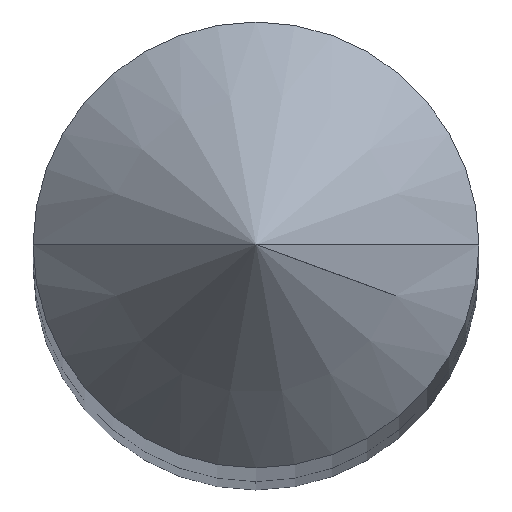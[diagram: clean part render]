
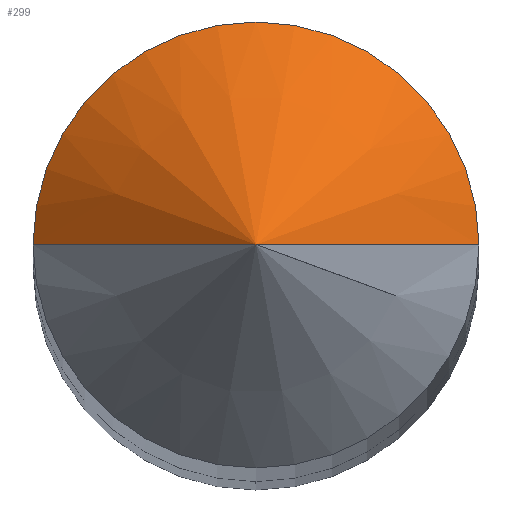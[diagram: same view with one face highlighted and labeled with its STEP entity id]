
A CAD part, top view. The second image highlights one B-rep face of the part: STEP entity #299.
In plain terms, the highlighted conical face has half-angle 45 degrees and reference radius 0.65 mm.
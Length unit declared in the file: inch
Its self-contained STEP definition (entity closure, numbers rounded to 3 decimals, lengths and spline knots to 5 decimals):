
#4 = CARTESIAN_POINT ( 'NONE',  ( -0.0256, 0., -0.03125 ) ) ;
#16 = CARTESIAN_POINT ( 'NONE',  ( 0.0256, 0., -0.03125 ) ) ;
#20 = DIRECTION ( 'NONE',  ( -0.707, 0., -0.707 ) ) ;
#26 = VERTEX_POINT ( 'NONE', #4 ) ;
#52 = CARTESIAN_POINT ( 'NONE',  ( -0.0256, 0., -0.03125 ) ) ;
#79 = CARTESIAN_POINT ( 'NONE',  ( 0.0256, 0., -0.03125 ) ) ;
#99 = VERTEX_POINT ( 'NONE', #270 ) ;
#102 = CARTESIAN_POINT ( 'NONE',  ( 0., 0., -0.03125 ) ) ;
#107 = ORIENTED_EDGE ( 'NONE', *, *, #336, .T. ) ;
#108 = DIRECTION ( 'NONE',  ( 0., 0., 1. ) ) ;
#114 = EDGE_LOOP ( 'NONE', ( #360, #164, #107 ) ) ;
#134 = CARTESIAN_POINT ( 'NONE',  ( 0., 0., -0.03125 ) ) ;
#156 = DIRECTION ( 'NONE',  ( 0.707, 0., -0.707 ) ) ;
#159 = DIRECTION ( 'NONE',  ( -1., 0., 0. ) ) ;
#164 = ORIENTED_EDGE ( 'NONE', *, *, #339, .T. ) ;
#180 = CONICAL_SURFACE ( 'NONE', #237, 0.0256, 0.785 ) ;
#186 = FACE_OUTER_BOUND ( 'NONE', #114, .T. ) ;
#233 = VERTEX_POINT ( 'NONE', #16 ) ;
#237 = AXIS2_PLACEMENT_3D ( 'NONE', #134, #245, #159 ) ;
#245 = DIRECTION ( 'NONE',  ( 0., 0., -1. ) ) ;
#252 = LINE ( 'NONE', #52, #344 ) ;
#270 = CARTESIAN_POINT ( 'NONE',  ( 0., 0., -0.00565 ) ) ;
#277 = EDGE_CURVE ( 'NONE', #99, #26, #252, .T. ) ;
#280 = DIRECTION ( 'NONE',  ( 1., 0., 0. ) ) ;
#299 = ADVANCED_FACE ( 'NONE', ( #186 ), #180, .T. ) ;
#305 = LINE ( 'NONE', #79, #332 ) ;
#306 = AXIS2_PLACEMENT_3D ( 'NONE', #102, #108, #280 ) ;
#332 = VECTOR ( 'NONE', #156, 39.37008 ) ;
#336 = EDGE_CURVE ( 'NONE', #233, #26, #358, .T. ) ;
#339 = EDGE_CURVE ( 'NONE', #99, #233, #305, .T. ) ;
#344 = VECTOR ( 'NONE', #20, 39.37008 ) ;
#358 = CIRCLE ( 'NONE', #306, 0.0256 ) ;
#360 = ORIENTED_EDGE ( 'NONE', *, *, #277, .F. ) ;
